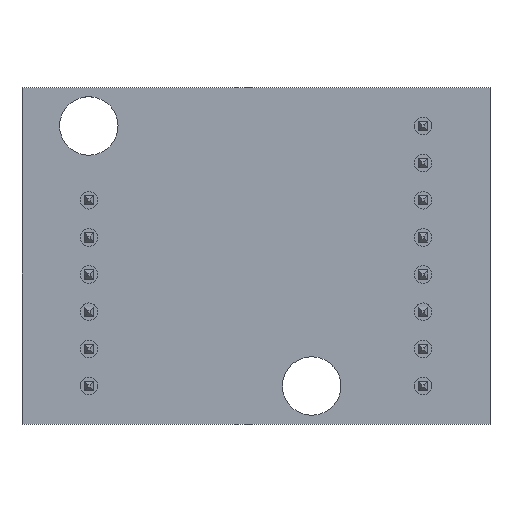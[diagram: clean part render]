
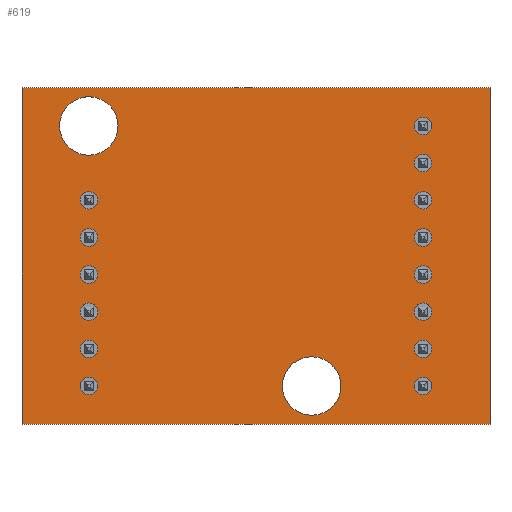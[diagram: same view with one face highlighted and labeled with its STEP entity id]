
A CAD part, top view. The second image highlights one B-rep face of the part: STEP entity #619.
In plain terms, the highlighted planar face has unit normal (0, 0, 1).
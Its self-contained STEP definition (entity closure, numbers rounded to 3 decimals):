
#619=ADVANCED_FACE('',(#1879,#1880,#1881,#1882,#1883,#1884,#1885,#1886,#1887,
#1888,#1889,#1890,#1891,#1892,#1893,#1894,#1895),#1233,.T.);
#1233=PLANE('',#9434);
#1832=CIRCLE('',#9418,0.6);
#1833=CIRCLE('',#9419,0.6);
#1834=CIRCLE('',#9420,0.6);
#1835=CIRCLE('',#9421,0.6);
#1836=CIRCLE('',#9422,0.6);
#1837=CIRCLE('',#9423,0.6);
#1838=CIRCLE('',#9424,0.6);
#1839=CIRCLE('',#9425,0.6);
#1840=CIRCLE('',#9426,0.6);
#1841=CIRCLE('',#9427,0.6);
#1842=CIRCLE('',#9428,0.6);
#1843=CIRCLE('',#9429,0.6);
#1844=CIRCLE('',#9430,0.6);
#1845=CIRCLE('',#9431,0.6);
#1846=CIRCLE('',#9432,2.);
#1847=CIRCLE('',#9433,2.);
#1879=FACE_BOUND('',#2001,.T.);
#1880=FACE_BOUND('',#2002,.T.);
#1881=FACE_BOUND('',#2003,.T.);
#1882=FACE_BOUND('',#2004,.T.);
#1883=FACE_BOUND('',#2005,.T.);
#1884=FACE_BOUND('',#2006,.T.);
#1885=FACE_BOUND('',#2007,.T.);
#1886=FACE_BOUND('',#2008,.T.);
#1887=FACE_BOUND('',#2009,.T.);
#1888=FACE_BOUND('',#2010,.T.);
#1889=FACE_BOUND('',#2011,.T.);
#1890=FACE_BOUND('',#2012,.T.);
#1891=FACE_BOUND('',#2013,.T.);
#1892=FACE_BOUND('',#2014,.T.);
#1893=FACE_BOUND('',#2015,.T.);
#1894=FACE_BOUND('',#2016,.T.);
#1895=FACE_BOUND('',#2017,.T.);
#2001=EDGE_LOOP('',(#2736));
#2002=EDGE_LOOP('',(#2737));
#2003=EDGE_LOOP('',(#2738));
#2004=EDGE_LOOP('',(#2739));
#2005=EDGE_LOOP('',(#2740));
#2006=EDGE_LOOP('',(#2741));
#2007=EDGE_LOOP('',(#2742));
#2008=EDGE_LOOP('',(#2743));
#2009=EDGE_LOOP('',(#2744));
#2010=EDGE_LOOP('',(#2745));
#2011=EDGE_LOOP('',(#2746));
#2012=EDGE_LOOP('',(#2747));
#2013=EDGE_LOOP('',(#2748));
#2014=EDGE_LOOP('',(#2749));
#2015=EDGE_LOOP('',(#2750));
#2016=EDGE_LOOP('',(#2751));
#2017=EDGE_LOOP('',(#2752,#2753,#2754,#2755));
#2736=ORIENTED_EDGE('',*,*,#5856,.F.);
#2737=ORIENTED_EDGE('',*,*,#5857,.F.);
#2738=ORIENTED_EDGE('',*,*,#5858,.F.);
#2739=ORIENTED_EDGE('',*,*,#5859,.F.);
#2740=ORIENTED_EDGE('',*,*,#5860,.F.);
#2741=ORIENTED_EDGE('',*,*,#5861,.F.);
#2742=ORIENTED_EDGE('',*,*,#5862,.F.);
#2743=ORIENTED_EDGE('',*,*,#5863,.F.);
#2744=ORIENTED_EDGE('',*,*,#5864,.T.);
#2745=ORIENTED_EDGE('',*,*,#5865,.T.);
#2746=ORIENTED_EDGE('',*,*,#5866,.T.);
#2747=ORIENTED_EDGE('',*,*,#5867,.T.);
#2748=ORIENTED_EDGE('',*,*,#5868,.T.);
#2749=ORIENTED_EDGE('',*,*,#5869,.T.);
#2750=ORIENTED_EDGE('',*,*,#5870,.T.);
#2751=ORIENTED_EDGE('',*,*,#5871,.T.);
#2752=ORIENTED_EDGE('',*,*,#5872,.F.);
#2753=ORIENTED_EDGE('',*,*,#5873,.F.);
#2754=ORIENTED_EDGE('',*,*,#5874,.F.);
#2755=ORIENTED_EDGE('',*,*,#5875,.F.);
#5192=VERTEX_POINT('',#12678);
#5193=VERTEX_POINT('',#12680);
#5194=VERTEX_POINT('',#12682);
#5195=VERTEX_POINT('',#12684);
#5196=VERTEX_POINT('',#12686);
#5197=VERTEX_POINT('',#12688);
#5198=VERTEX_POINT('',#12690);
#5199=VERTEX_POINT('',#12692);
#5200=VERTEX_POINT('',#12694);
#5201=VERTEX_POINT('',#12696);
#5202=VERTEX_POINT('',#12698);
#5203=VERTEX_POINT('',#12700);
#5204=VERTEX_POINT('',#12702);
#5205=VERTEX_POINT('',#12704);
#5206=VERTEX_POINT('',#12706);
#5207=VERTEX_POINT('',#12708);
#5208=VERTEX_POINT('',#12710);
#5209=VERTEX_POINT('',#12711);
#5210=VERTEX_POINT('',#12713);
#5211=VERTEX_POINT('',#12715);
#5856=EDGE_CURVE('',#5192,#5192,#1832,.T.);
#5857=EDGE_CURVE('',#5193,#5193,#1833,.T.);
#5858=EDGE_CURVE('',#5194,#5194,#1834,.T.);
#5859=EDGE_CURVE('',#5195,#5195,#1835,.T.);
#5860=EDGE_CURVE('',#5196,#5196,#1836,.T.);
#5861=EDGE_CURVE('',#5197,#5197,#1837,.T.);
#5862=EDGE_CURVE('',#5198,#5198,#1838,.T.);
#5863=EDGE_CURVE('',#5199,#5199,#1839,.T.);
#5864=EDGE_CURVE('',#5200,#5200,#1840,.T.);
#5865=EDGE_CURVE('',#5201,#5201,#1841,.T.);
#5866=EDGE_CURVE('',#5202,#5202,#1842,.T.);
#5867=EDGE_CURVE('',#5203,#5203,#1843,.T.);
#5868=EDGE_CURVE('',#5204,#5204,#1844,.T.);
#5869=EDGE_CURVE('',#5205,#5205,#1845,.T.);
#5870=EDGE_CURVE('',#5206,#5206,#1846,.T.);
#5871=EDGE_CURVE('',#5207,#5207,#1847,.T.);
#5872=EDGE_CURVE('',#5208,#5209,#7082,.T.);
#5873=EDGE_CURVE('',#5210,#5208,#7083,.T.);
#5874=EDGE_CURVE('',#5211,#5210,#7084,.T.);
#5875=EDGE_CURVE('',#5209,#5211,#7085,.T.);
#7082=LINE('',#12709,#8278);
#7083=LINE('',#12712,#8279);
#7084=LINE('',#12714,#8280);
#7085=LINE('',#12716,#8281);
#8278=VECTOR('',#10161,1.);
#8279=VECTOR('',#10162,1.);
#8280=VECTOR('',#10163,1.);
#8281=VECTOR('',#10164,1.);
#9418=AXIS2_PLACEMENT_3D('',#12677,#10129,#10130);
#9419=AXIS2_PLACEMENT_3D('',#12679,#10131,#10132);
#9420=AXIS2_PLACEMENT_3D('',#12681,#10133,#10134);
#9421=AXIS2_PLACEMENT_3D('',#12683,#10135,#10136);
#9422=AXIS2_PLACEMENT_3D('',#12685,#10137,#10138);
#9423=AXIS2_PLACEMENT_3D('',#12687,#10139,#10140);
#9424=AXIS2_PLACEMENT_3D('',#12689,#10141,#10142);
#9425=AXIS2_PLACEMENT_3D('',#12691,#10143,#10144);
#9426=AXIS2_PLACEMENT_3D('',#12693,#10145,#10146);
#9427=AXIS2_PLACEMENT_3D('',#12695,#10147,#10148);
#9428=AXIS2_PLACEMENT_3D('',#12697,#10149,#10150);
#9429=AXIS2_PLACEMENT_3D('',#12699,#10151,#10152);
#9430=AXIS2_PLACEMENT_3D('',#12701,#10153,#10154);
#9431=AXIS2_PLACEMENT_3D('',#12703,#10155,#10156);
#9432=AXIS2_PLACEMENT_3D('',#12705,#10157,#10158);
#9433=AXIS2_PLACEMENT_3D('',#12707,#10159,#10160);
#9434=AXIS2_PLACEMENT_3D('',#12717,#10165,#10166);
#10129=DIRECTION('',(0.,0.,1.));
#10130=DIRECTION('',(1.,0.,0.));
#10131=DIRECTION('',(0.,0.,1.));
#10132=DIRECTION('',(1.,0.,0.));
#10133=DIRECTION('',(0.,0.,1.));
#10134=DIRECTION('',(1.,0.,0.));
#10135=DIRECTION('',(0.,0.,1.));
#10136=DIRECTION('',(1.,0.,0.));
#10137=DIRECTION('',(0.,0.,1.));
#10138=DIRECTION('',(1.,0.,0.));
#10139=DIRECTION('',(0.,0.,1.));
#10140=DIRECTION('',(1.,0.,0.));
#10141=DIRECTION('',(0.,0.,1.));
#10142=DIRECTION('',(1.,0.,0.));
#10143=DIRECTION('',(0.,0.,1.));
#10144=DIRECTION('',(1.,0.,0.));
#10145=DIRECTION('',(0.,0.,-1.));
#10146=DIRECTION('',(-1.,0.,0.));
#10147=DIRECTION('',(0.,0.,-1.));
#10148=DIRECTION('',(-1.,0.,0.));
#10149=DIRECTION('',(0.,0.,-1.));
#10150=DIRECTION('',(-1.,0.,0.));
#10151=DIRECTION('',(0.,0.,-1.));
#10152=DIRECTION('',(-1.,0.,0.));
#10153=DIRECTION('',(0.,0.,-1.));
#10154=DIRECTION('',(-1.,0.,0.));
#10155=DIRECTION('',(0.,0.,-1.));
#10156=DIRECTION('',(-1.,0.,0.));
#10157=DIRECTION('',(0.,0.,-1.));
#10158=DIRECTION('',(-1.,0.,0.));
#10159=DIRECTION('',(0.,0.,-1.));
#10160=DIRECTION('',(-1.,0.,0.));
#10161=DIRECTION('',(-1.,0.,0.));
#10162=DIRECTION('',(0.,-1.,0.));
#10163=DIRECTION('',(1.,0.,0.));
#10164=DIRECTION('',(0.,1.,0.));
#10165=DIRECTION('',(0.,0.,1.));
#10166=DIRECTION('',(1.,0.,0.));
#12677=CARTESIAN_POINT('',(11.43,8.89,1.5));
#12678=CARTESIAN_POINT('',(12.03,8.89,1.5));
#12679=CARTESIAN_POINT('',(11.43,6.35,1.5));
#12680=CARTESIAN_POINT('',(12.03,6.35,1.5));
#12681=CARTESIAN_POINT('',(11.43,3.81,1.5));
#12682=CARTESIAN_POINT('',(12.03,3.81,1.5));
#12683=CARTESIAN_POINT('',(11.43,1.27,1.5));
#12684=CARTESIAN_POINT('',(12.03,1.27,1.5));
#12685=CARTESIAN_POINT('',(11.43,-1.27,1.5));
#12686=CARTESIAN_POINT('',(12.03,-1.27,1.5));
#12687=CARTESIAN_POINT('',(11.43,-3.81,1.5));
#12688=CARTESIAN_POINT('',(12.03,-3.81,1.5));
#12689=CARTESIAN_POINT('',(11.43,-6.35,1.5));
#12690=CARTESIAN_POINT('',(12.03,-6.35,1.5));
#12691=CARTESIAN_POINT('',(11.43,-8.89,1.5));
#12692=CARTESIAN_POINT('',(12.03,-8.89,1.5));
#12693=CARTESIAN_POINT('',(-11.43,3.81,1.5));
#12694=CARTESIAN_POINT('',(-12.03,3.81,1.5));
#12695=CARTESIAN_POINT('',(-11.43,1.27,1.5));
#12696=CARTESIAN_POINT('',(-12.03,1.27,1.5));
#12697=CARTESIAN_POINT('',(-11.43,-1.27,1.5));
#12698=CARTESIAN_POINT('',(-12.03,-1.27,1.5));
#12699=CARTESIAN_POINT('',(-11.43,-3.81,1.5));
#12700=CARTESIAN_POINT('',(-12.03,-3.81,1.5));
#12701=CARTESIAN_POINT('',(-11.43,-6.35,1.5));
#12702=CARTESIAN_POINT('',(-12.03,-6.35,1.5));
#12703=CARTESIAN_POINT('',(-11.43,-8.89,1.5));
#12704=CARTESIAN_POINT('',(-12.03,-8.89,1.5));
#12705=CARTESIAN_POINT('',(3.81,-8.89,1.5));
#12706=CARTESIAN_POINT('',(1.81,-8.89,1.5));
#12707=CARTESIAN_POINT('',(-11.43,8.89,1.5));
#12708=CARTESIAN_POINT('',(-13.43,8.89,1.5));
#12709=CARTESIAN_POINT('',(0.,-11.5,1.5));
#12710=CARTESIAN_POINT('',(16.,-11.5,1.5));
#12711=CARTESIAN_POINT('',(-16.,-11.5,1.5));
#12712=CARTESIAN_POINT('',(16.,0.,1.5));
#12713=CARTESIAN_POINT('',(16.,11.5,1.5));
#12714=CARTESIAN_POINT('',(0.,11.5,1.5));
#12715=CARTESIAN_POINT('',(-16.,11.5,1.5));
#12716=CARTESIAN_POINT('',(-16.,0.,1.5));
#12717=CARTESIAN_POINT('',(0.,0.,1.5));
